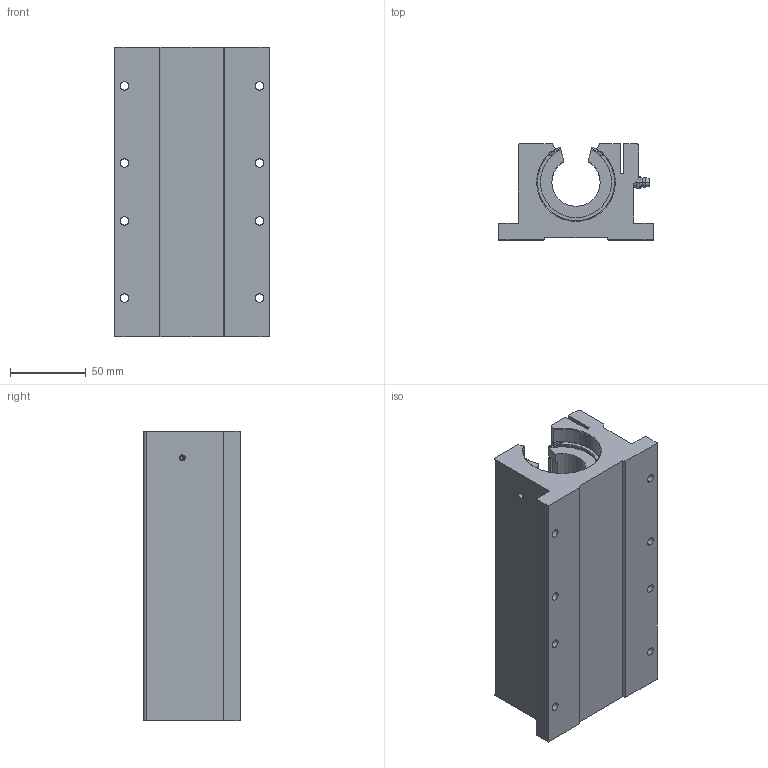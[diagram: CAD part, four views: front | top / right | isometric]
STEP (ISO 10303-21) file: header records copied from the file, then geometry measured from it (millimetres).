
FILE_DESCRIPTION (( 'STEP AP214' ), '1' );
FILE_NAME ('PillowBlock_2D32442339.step', '2022-09-20T13:55:47', ( '' ), ( '' ), 'SwSTEP 2.0', 'SolidWorks 2019', '' );
FILE_SCHEMA (( 'AUTOMOTIVE_DESIGN' ));
Length unit declared in the file: inch
Products named in the file (3): xMEJYHfCB2_CADModel_0; PillowBlock_2D32442339
Assembly tree (1 placements, depth 2):
  xMEJYHfCB2_CADModel_0
  PillowBlock_2D32442339
    xMEJYHfCB2_CADModel_0
Bounding box: 101.6 x 63.5 x 190.5 mm (x, y, z)
Volume: 707145.9 mm3; surface area: 147374.6 mm2
Topology: 15 solids, 15 shells, 458 faces, 1189 edges, 754 vertices
Faces by surface type: cylinder 185, plane 175, cone 78, torus 16, sphere 4
Entity records: 20771 total; most frequent: CARTESIAN_POINT 3153, DIRECTION 2513, ORIENTED_EDGE 2334, EDGE_CURVE 1167, AXIS2_PLACEMENT_3D 968, VERTEX_POINT 748, VECTOR 577, LINE 577
